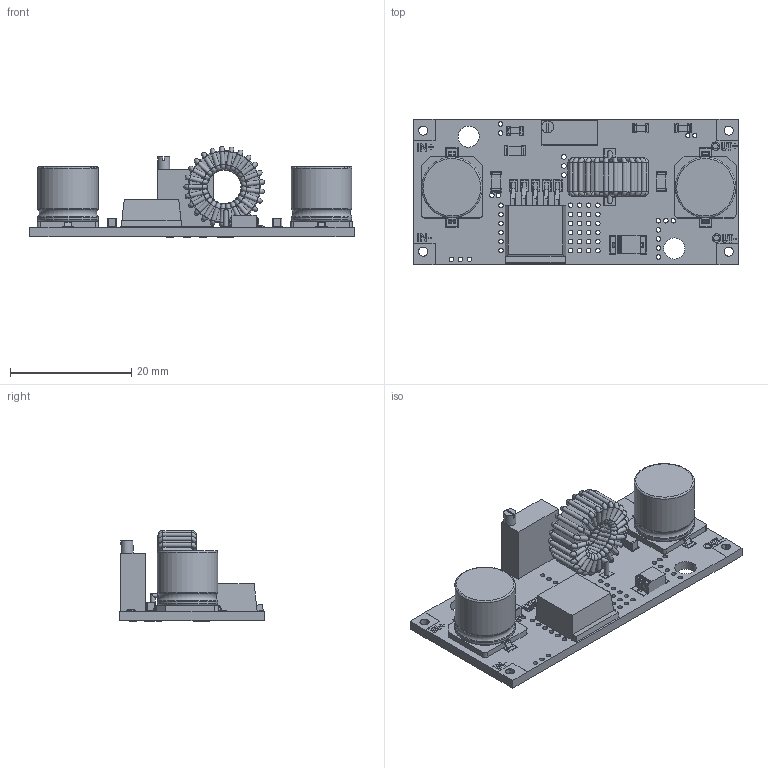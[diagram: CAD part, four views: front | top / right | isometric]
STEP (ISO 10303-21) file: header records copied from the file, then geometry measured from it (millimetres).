
FILE_DESCRIPTION(/* description */ ('STEP AP242','CAx-IF Rec.Pracs.---Representation and Presentation of Product Manufacturing Information (PMI)---4.0---2014-10-13','CAx-IF Rec.Pracs.---3D Tessellated Geometry---0.4---2014-09-14','2;1'),/* implementation_level */ '2;1');
FILE_NAME(/* name */ '6706e8c11e78561ef2692132',/* time_stamp */ '2024-10-09T20:34:11Z',/* author */ (''),/* organization */ (''),/* preprocessor_version */ 'ST-DEVELOPER v20',/* originating_system */ ' ',/* authorisation */ ' ');
FILE_SCHEMA (('AP242_MANAGED_MODEL_BASED_3D_ENGINEERING_MIM_LF { 1 0 10303 442 1 1 4 }'));
Length unit declared in the file: metre
Products named in the file (67): Curve 13; Curve 30; Curve 37; Curve 33; Curve 32; Curve 31; Curve 39; Curve 9; Curve 26; Curve 27; Curve 35; Curve 34; Curve 14; Curve 38; Curve 18; Curve 17; Curve 20; Curve 19; Curve 25; Curve 24; Curve 22; Curve 21; Curve 28; Curve 29; Curve 3; Curve 2; Curve 1; Curve 23; Curve 15; Curve 16; Curve 5; Curve 6; Curve 8; Curve 10; Curve 7; Curve 36; Curve 4; Curve 12; Curve 11; (Unsaved)
Bounding box: 53.6 x 24 x 15.03 mm (x, y, z)
Volume: 4910.2 mm3; surface area: 6149.8 mm2
Topology: 28 solids, 30 shells, 1439 faces, 3836 edges, 2593 vertices
Faces by surface type: plane 752, cylinder 350, torus 245, bspline 89, cone 3
Full cylindrical faces by diameter (mm): 0.7 x4, 0.75 x51, 2 x1, 3.5 x1, 7.02 x1, 10 x4
Entity records: 60093 total; most frequent: CARTESIAN_POINT 19153, DIRECTION 7051, ORIENTED_EDGE 6958, EDGE_CURVE 3479, AXIS2_PLACEMENT_3D 2583, VERTEX_POINT 2233, LINE 1885, VECTOR 1885
